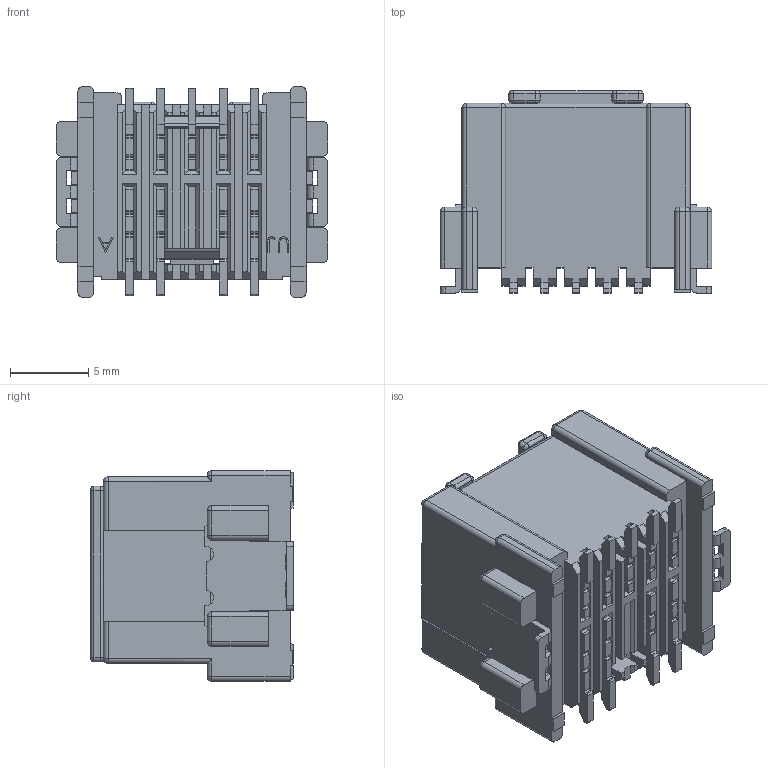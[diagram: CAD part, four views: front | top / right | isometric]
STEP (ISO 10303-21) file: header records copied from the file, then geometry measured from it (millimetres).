
FILE_DESCRIPTION (( 'STEP AP214' ), '1' );
FILE_NAME ('C_020_D_C_TR_SMT_9M_V_ASSY_(B)_Rev.1.STEP', '2022-09-23T10:29:19', ( 'jkhwang' ), ( '' ), 'SwSTEP 2.0', 'SolidWorks 2020', '' );
FILE_SCHEMA (( 'AUTOMOTIVE_DESIGN' ));
Length unit declared in the file: millimetre
Products named in the file (1): C_020_D_C_TR_SMT_9M_V_ASSY_(B)_Rev.1
Bounding box: 17.4 x 12.95 x 13.5 mm (x, y, z)
Volume: 981.6 mm3; surface area: 2281.4 mm2
Topology: 2 solids, 2 shells, 1204 faces, 3262 edges, 2013 vertices
Faces by surface type: plane 656, cylinder 376, torus 64, sphere 40, bspline 36, cone 32
Entity records: 52387 total; most frequent: CARTESIAN_POINT 9231, ORIENTED_EDGE 6416, DIRECTION 6022, EDGE_CURVE 3208, LINE 2282, VECTOR 2282, VERTEX_POINT 2013, AXIS2_PLACEMENT_3D 1870
